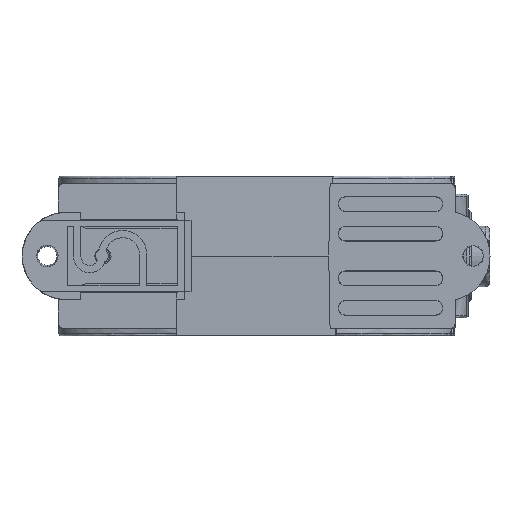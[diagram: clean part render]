
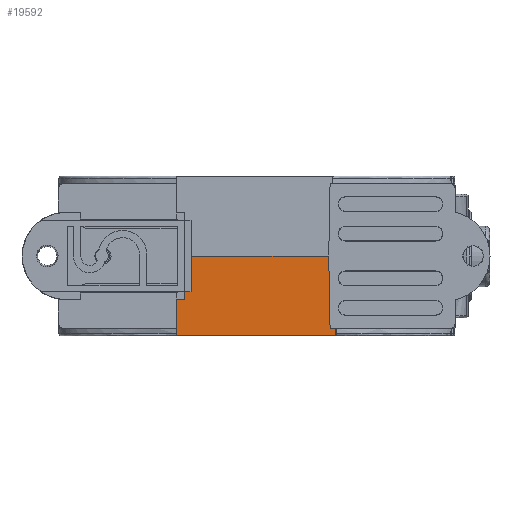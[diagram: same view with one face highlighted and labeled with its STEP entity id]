
A CAD part, front view. The second image highlights one B-rep face of the part: STEP entity #19592.
In plain terms, the highlighted planar face has unit normal (0, -1, -0.018).
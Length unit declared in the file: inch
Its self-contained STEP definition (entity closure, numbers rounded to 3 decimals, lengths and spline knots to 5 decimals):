
#373 = EDGE_LOOP ( 'NONE', ( #28654, #15571, #8048, #33341, #28597, #16257, #31690, #20468 ) ) ;
#801 = VECTOR ( 'NONE', #36320, 39.37008 ) ;
#1369 = DIRECTION ( 'NONE',  ( 0., -0.017, 1. ) ) ;
#1588 = EDGE_CURVE ( 'NONE', #29020, #10650, #29211, .T. ) ;
#1933 = DIRECTION ( 'NONE',  ( 0.017, -0.017, 1. ) ) ;
#2163 = VERTEX_POINT ( 'NONE', #12393 ) ;
#3620 = VERTEX_POINT ( 'NONE', #32549 ) ;
#3728 = VECTOR ( 'NONE', #1369, 39.37008 ) ;
#4048 = VECTOR ( 'NONE', #23968, 39.37008 ) ;
#5225 = CARTESIAN_POINT ( 'NONE',  ( 0.0375, 0.16858, -0.65037 ) ) ;
#5702 = VECTOR ( 'NONE', #16302, 39.37008 ) ;
#6578 = CARTESIAN_POINT ( 'NONE',  ( -1.38139, 0.1811, -1.36767 ) ) ;
#7533 = VECTOR ( 'NONE', #8220, 39.37008 ) ;
#7723 = CARTESIAN_POINT ( 'NONE',  ( -1.38139, 0.16858, -0.65037 ) ) ;
#7806 = VERTEX_POINT ( 'NONE', #26435 ) ;
#8048 = ORIENTED_EDGE ( 'NONE', *, *, #1588, .F. ) ;
#8220 = DIRECTION ( 'NONE',  ( 0.017, 0.017, -1. ) ) ;
#9573 = VERTEX_POINT ( 'NONE', #13939 ) ;
#10650 = VERTEX_POINT ( 'NONE', #36839 ) ;
#11568 = CARTESIAN_POINT ( 'NONE',  ( -1.36904, 0.16874, -0.65982 ) ) ;
#11775 = LINE ( 'NONE', #23884, #14432 ) ;
#11951 = EDGE_CURVE ( 'NONE', #22423, #9573, #14815, .T. ) ;
#12393 = CARTESIAN_POINT ( 'NONE',  ( -1.3757, 0.17541, -1.04169 ) ) ;
#12746 = LINE ( 'NONE', #35724, #3728 ) ;
#13939 = CARTESIAN_POINT ( 'NONE',  ( -1.3757, 0.17541, -1.04181 ) ) ;
#14255 = CARTESIAN_POINT ( 'NONE',  ( -1.37322, 0.17293, -0.89958 ) ) ;
#14432 = VECTOR ( 'NONE', #26702, 39.37008 ) ;
#14815 = LINE ( 'NONE', #28285, #21587 ) ;
#15179 = EDGE_CURVE ( 'NONE', #3620, #22423, #11775, .T. ) ;
#15571 = ORIENTED_EDGE ( 'NONE', *, *, #22422, .T. ) ;
#15615 = CARTESIAN_POINT ( 'NONE',  ( 0.0375, 0.16858, -0.65037 ) ) ;
#15707 = FACE_OUTER_BOUND ( 'NONE', #373, .T. ) ;
#15724 = DIRECTION ( 'NONE',  ( 0.017, -0.017, 1. ) ) ;
#16257 = ORIENTED_EDGE ( 'NONE', *, *, #36120, .F. ) ;
#16302 = DIRECTION ( 'NONE',  ( -1., 0., 0. ) ) ;
#16491 = LINE ( 'NONE', #7723, #5702 ) ;
#19592 = ADVANCED_FACE ( 'NONE', ( #15707 ), #23948, .F. ) ;
#20468 = ORIENTED_EDGE ( 'NONE', *, *, #15179, .F. ) ;
#20842 = VERTEX_POINT ( 'NONE', #15615 ) ;
#21587 = VECTOR ( 'NONE', #15724, 39.37008 ) ;
#22367 = VECTOR ( 'NONE', #1933, 39.37008 ) ;
#22422 = EDGE_CURVE ( 'NONE', #20842, #10650, #16491, .T. ) ;
#22423 = VERTEX_POINT ( 'NONE', #27153 ) ;
#23884 = CARTESIAN_POINT ( 'NONE',  ( -1.38139, 0.1811, -1.36767 ) ) ;
#23945 = EDGE_CURVE ( 'NONE', #20842, #3620, #36957, .T. ) ;
#23948 = PLANE ( 'NONE',  #24132 ) ;
#23968 = DIRECTION ( 'NONE',  ( 0., -0.017, 1. ) ) ;
#24132 = AXIS2_PLACEMENT_3D ( 'NONE', #6578, #27122, #29747 ) ;
#24925 = LINE ( 'NONE', #14255, #801 ) ;
#26435 = CARTESIAN_POINT ( 'NONE',  ( -1.37322, 0.17293, -0.89958 ) ) ;
#26702 = DIRECTION ( 'NONE',  ( -1., 0., 0. ) ) ;
#27122 = DIRECTION ( 'NONE',  ( 0., 1., 0.017 ) ) ;
#27153 = CARTESIAN_POINT ( 'NONE',  ( -1.38139, 0.1811, -1.36767 ) ) ;
#27505 = CARTESIAN_POINT ( 'NONE',  ( -1.3757, 0.17541, -1.04169 ) ) ;
#28285 = CARTESIAN_POINT ( 'NONE',  ( -1.38139, 0.1811, -1.36767 ) ) ;
#28597 = ORIENTED_EDGE ( 'NONE', *, *, #35109, .F. ) ;
#28654 = ORIENTED_EDGE ( 'NONE', *, *, #23945, .F. ) ;
#29020 = VERTEX_POINT ( 'NONE', #11568 ) ;
#29211 = LINE ( 'NONE', #35364, #4048 ) ;
#29747 = DIRECTION ( 'NONE',  ( 0., -0.017, 1. ) ) ;
#31690 = ORIENTED_EDGE ( 'NONE', *, *, #11951, .F. ) ;
#31736 = EDGE_CURVE ( 'NONE', #7806, #29020, #24925, .T. ) ;
#32549 = CARTESIAN_POINT ( 'NONE',  ( 0.04938, 0.1811, -1.36767 ) ) ;
#33341 = ORIENTED_EDGE ( 'NONE', *, *, #31736, .F. ) ;
#35109 = EDGE_CURVE ( 'NONE', #2163, #7806, #36106, .T. ) ;
#35364 = CARTESIAN_POINT ( 'NONE',  ( -1.36904, 0.1811, -1.36767 ) ) ;
#35724 = CARTESIAN_POINT ( 'NONE',  ( -1.3757, 0.17541, -1.04181 ) ) ;
#36106 = LINE ( 'NONE', #27505, #22367 ) ;
#36120 = EDGE_CURVE ( 'NONE', #9573, #2163, #12746, .T. ) ;
#36320 = DIRECTION ( 'NONE',  ( 0.017, -0.017, 1. ) ) ;
#36839 = CARTESIAN_POINT ( 'NONE',  ( -1.36904, 0.16858, -0.65037 ) ) ;
#36957 = LINE ( 'NONE', #5225, #7533 ) ;
